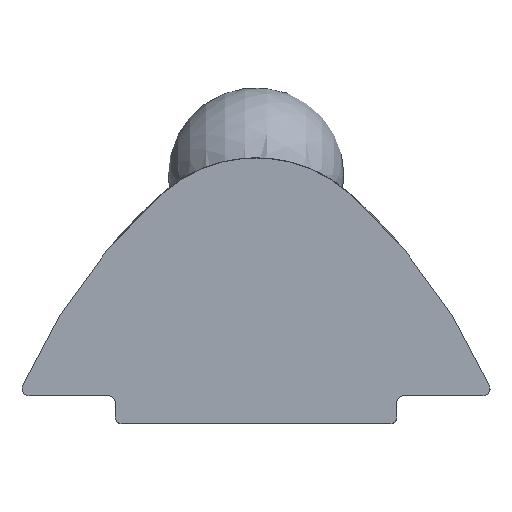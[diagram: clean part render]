
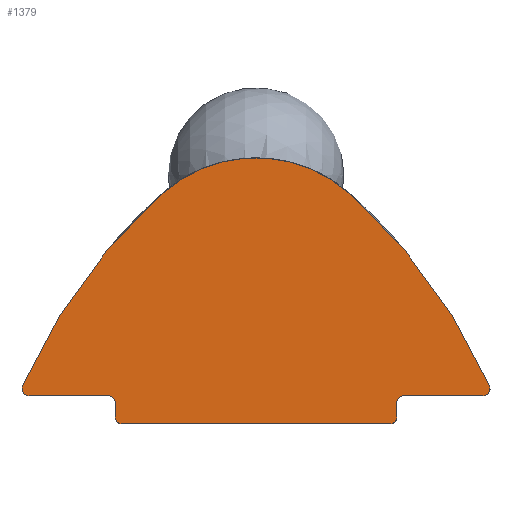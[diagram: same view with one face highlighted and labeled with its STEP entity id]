
A CAD part, left-side view. The second image highlights one B-rep face of the part: STEP entity #1379.
In plain terms, the highlighted planar face has unit normal (-1, 0, 0).
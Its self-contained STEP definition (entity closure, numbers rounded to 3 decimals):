
#24=PLANE('',#1467);
#105=FACE_OUTER_BOUND('',#181,.T.);
#181=EDGE_LOOP('',(#1095,#1096,#1097,#1098,#1099,#1100,#1101,#1102,#1103,
#1104,#1105,#1106,#1107,#1108));
#225=CIRCLE('',#1468,0.2);
#226=CIRCLE('',#1469,0.2);
#227=CIRCLE('',#1470,0.2);
#228=CIRCLE('',#1471,16.);
#229=CIRCLE('',#1472,4.);
#230=CIRCLE('',#1473,16.);
#231=CIRCLE('',#1474,0.2);
#232=CIRCLE('',#1475,0.2);
#233=CIRCLE('',#1476,0.2);
#389=LINE('',#3396,#446);
#394=LINE('',#4921,#451);
#395=LINE('',#4925,#452);
#396=LINE('',#4929,#453);
#397=LINE('',#4941,#454);
#446=VECTOR('',#1593,0.4);
#451=VECTOR('',#1634,7.6);
#452=VECTOR('',#1637,0.4);
#453=VECTOR('',#1640,2.25);
#454=VECTOR('',#1651,2.25);
#555=VERTEX_POINT('',#3393);
#556=VERTEX_POINT('',#3395);
#592=VERTEX_POINT('',#4919);
#593=VERTEX_POINT('',#4920);
#594=VERTEX_POINT('',#4922);
#595=VERTEX_POINT('',#4924);
#596=VERTEX_POINT('',#4926);
#597=VERTEX_POINT('',#4928);
#598=VERTEX_POINT('',#4930);
#599=VERTEX_POINT('',#4932);
#600=VERTEX_POINT('',#4934);
#601=VERTEX_POINT('',#4936);
#602=VERTEX_POINT('',#4938);
#603=VERTEX_POINT('',#4940);
#726=EDGE_CURVE('',#555,#556,#389,.T.);
#786=EDGE_CURVE('',#592,#593,#394,.T.);
#787=EDGE_CURVE('',#594,#593,#225,.T.);
#788=EDGE_CURVE('',#595,#594,#395,.T.);
#789=EDGE_CURVE('',#596,#595,#226,.T.);
#790=EDGE_CURVE('',#597,#596,#396,.T.);
#791=EDGE_CURVE('',#598,#597,#227,.T.);
#792=EDGE_CURVE('',#599,#598,#228,.T.);
#793=EDGE_CURVE('',#599,#600,#229,.T.);
#794=EDGE_CURVE('',#601,#600,#230,.T.);
#795=EDGE_CURVE('',#602,#601,#231,.T.);
#796=EDGE_CURVE('',#603,#602,#397,.T.);
#797=EDGE_CURVE('',#556,#603,#232,.T.);
#798=EDGE_CURVE('',#592,#555,#233,.T.);
#1095=ORIENTED_EDGE('',*,*,#786,.T.);
#1096=ORIENTED_EDGE('',*,*,#787,.F.);
#1097=ORIENTED_EDGE('',*,*,#788,.F.);
#1098=ORIENTED_EDGE('',*,*,#789,.F.);
#1099=ORIENTED_EDGE('',*,*,#790,.F.);
#1100=ORIENTED_EDGE('',*,*,#791,.F.);
#1101=ORIENTED_EDGE('',*,*,#792,.F.);
#1102=ORIENTED_EDGE('',*,*,#793,.T.);
#1103=ORIENTED_EDGE('',*,*,#794,.F.);
#1104=ORIENTED_EDGE('',*,*,#795,.F.);
#1105=ORIENTED_EDGE('',*,*,#796,.F.);
#1106=ORIENTED_EDGE('',*,*,#797,.F.);
#1107=ORIENTED_EDGE('',*,*,#726,.F.);
#1108=ORIENTED_EDGE('',*,*,#798,.F.);
#1379=ADVANCED_FACE('',(#105),#24,.F.);
#1467=AXIS2_PLACEMENT_3D('',#4918,#1632,#1633);
#1468=AXIS2_PLACEMENT_3D('',#4923,#1635,#1636);
#1469=AXIS2_PLACEMENT_3D('',#4927,#1638,#1639);
#1470=AXIS2_PLACEMENT_3D('',#4931,#1641,#1642);
#1471=AXIS2_PLACEMENT_3D('',#4933,#1643,#1644);
#1472=AXIS2_PLACEMENT_3D('',#4935,#1645,#1646);
#1473=AXIS2_PLACEMENT_3D('',#4937,#1647,#1648);
#1474=AXIS2_PLACEMENT_3D('',#4939,#1649,#1650);
#1475=AXIS2_PLACEMENT_3D('',#4942,#1652,#1653);
#1476=AXIS2_PLACEMENT_3D('',#4943,#1654,#1655);
#1593=DIRECTION('',(0.,0.,1.));
#1632=DIRECTION('center_axis',(1.,0.,0.));
#1633=DIRECTION('ref_axis',(0.,-1.,0.));
#1634=DIRECTION('',(0.,-1.,0.));
#1635=DIRECTION('center_axis',(1.,0.,0.));
#1636=DIRECTION('ref_axis',(0.,-1.,0.));
#1637=DIRECTION('',(0.,0.,-1.));
#1638=DIRECTION('center_axis',(-1.,0.,0.));
#1639=DIRECTION('ref_axis',(0.,0.,1.));
#1640=DIRECTION('',(0.,1.,0.));
#1641=DIRECTION('center_axis',(1.,0.,0.));
#1642=DIRECTION('ref_axis',(0.,-0.915,0.404));
#1643=DIRECTION('center_axis',(1.,0.,0.));
#1644=DIRECTION('ref_axis',(0.,-0.667,0.745));
#1645=DIRECTION('center_axis',(-1.,0.,0.));
#1646=DIRECTION('ref_axis',(0.,-0.667,0.745));
#1647=DIRECTION('center_axis',(1.,0.,0.));
#1648=DIRECTION('ref_axis',(0.,0.915,0.404));
#1649=DIRECTION('center_axis',(1.,0.,0.));
#1650=DIRECTION('ref_axis',(0.,0.,-1.));
#1651=DIRECTION('',(0.,1.,0.));
#1652=DIRECTION('center_axis',(-1.,0.,0.));
#1653=DIRECTION('ref_axis',(0.,-1.,0.));
#1654=DIRECTION('center_axis',(1.,0.,0.));
#1655=DIRECTION('ref_axis',(0.,0.,-1.));
#3393=CARTESIAN_POINT('',(0.,4.,-3.36));
#3395=CARTESIAN_POINT('',(0.,4.,-2.96));
#3396=CARTESIAN_POINT('',(0.,4.,-3.36));
#4918=CARTESIAN_POINT('Origin',(0.,0.,0.));
#4919=CARTESIAN_POINT('',(0.,3.8,-3.56));
#4920=CARTESIAN_POINT('',(0.,-3.8,-3.56));
#4921=CARTESIAN_POINT('',(0.,3.8,-3.56));
#4922=CARTESIAN_POINT('',(0.,-4.,-3.36));
#4923=CARTESIAN_POINT('Origin',(0.,-3.8,-3.36));
#4924=CARTESIAN_POINT('',(0.,-4.,-2.96));
#4925=CARTESIAN_POINT('',(0.,-4.,-2.96));
#4926=CARTESIAN_POINT('',(0.,-4.2,-2.76));
#4927=CARTESIAN_POINT('Origin',(0.,-4.2,-2.96));
#4928=CARTESIAN_POINT('',(0.,-6.45,-2.76));
#4929=CARTESIAN_POINT('',(0.,-6.45,-2.76));
#4930=CARTESIAN_POINT('',(0.,-6.633,-2.479));
#4931=CARTESIAN_POINT('Origin',(0.,-6.45,-2.56));
#4932=CARTESIAN_POINT('',(0.,-2.668,2.98));
#4933=CARTESIAN_POINT('Origin',(0.,8.004,-8.94));
#4934=CARTESIAN_POINT('',(0.,2.668,2.98));
#4935=CARTESIAN_POINT('Origin',(0.,0.,0.));
#4936=CARTESIAN_POINT('',(0.,6.633,-2.479));
#4937=CARTESIAN_POINT('Origin',(0.,-8.004,-8.94));
#4938=CARTESIAN_POINT('',(0.,6.45,-2.76));
#4939=CARTESIAN_POINT('Origin',(0.,6.45,-2.56));
#4940=CARTESIAN_POINT('',(0.,4.2,-2.76));
#4941=CARTESIAN_POINT('',(0.,4.2,-2.76));
#4942=CARTESIAN_POINT('Origin',(0.,4.2,-2.96));
#4943=CARTESIAN_POINT('Origin',(0.,3.8,-3.36));
